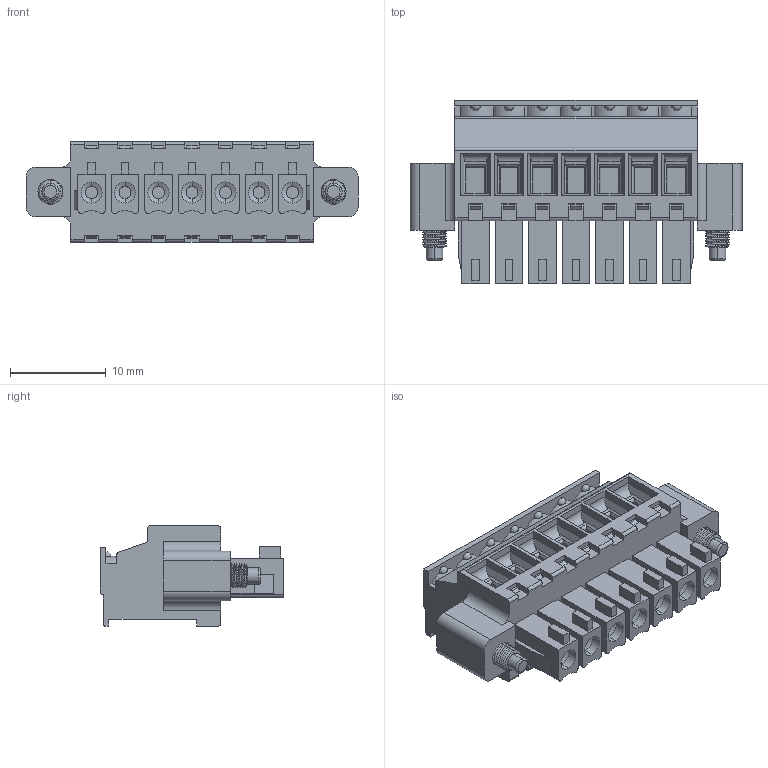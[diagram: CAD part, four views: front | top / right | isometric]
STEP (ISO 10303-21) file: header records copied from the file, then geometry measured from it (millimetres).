
FILE_DESCRIPTION((''),'2;1');
FILE_NAME('WJ15EDGKAM-350-07P-00A','2017-03-15T',('QZY'),(''),'CREO PARAMETRIC BY PTC INC, 2014440','CREO PARAMETRIC BY PTC INC, 2014440','');
FILE_SCHEMA(('CONFIG_CONTROL_DESIGN'));
Length unit declared in the file: millimetre
Products named in the file (1): WJ15EDGKAM-350-07P-00A
Bounding box: 34.7 x 19.2 x 10.5 mm (x, y, z)
Volume: 3349 mm3; surface area: 3280.1 mm2
Topology: 1 solids, 1 shells, 789 faces, 1990 edges, 1276 vertices
Faces by surface type: plane 446, cylinder 194, cone 72, torus 54, bspline 16, sphere 7
Entity records: 27442 total; most frequent: CARTESIAN_POINT 8476, ORIENTED_EDGE 3966, DIRECTION 3851, EDGE_CURVE 1983, AXIS2_PLACEMENT_3D 1321, VERTEX_POINT 1276, VECTOR 1209, LINE 1209
